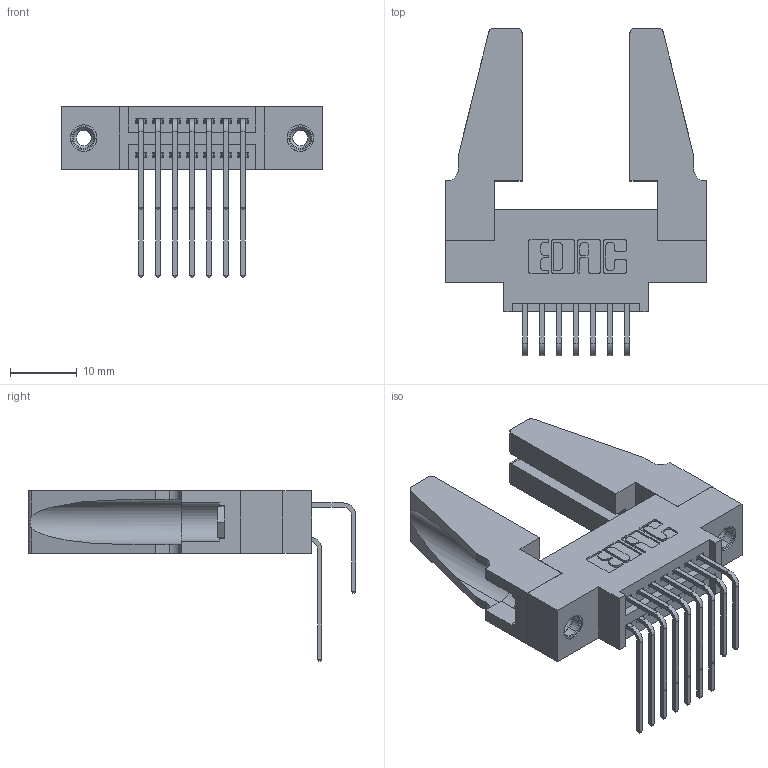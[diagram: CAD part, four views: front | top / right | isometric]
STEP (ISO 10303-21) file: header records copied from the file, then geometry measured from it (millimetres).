
FILE_DESCRIPTION (( 'STEP AP203' ), '1' );
FILE_NAME ('345-014-558-888.STEP', '2019-10-26T19:21:13', ( '' ), ( '' ), 'SwSTEP 2.0', 'SolidWorks 2016', '' );
FILE_SCHEMA (( 'CONFIG_CONTROL_DESIGN' ));
Length unit declared in the file: inch
Products named in the file (6): 345-292-001_558 Tail - 2; 345-250-001_345-250-001-102; 345-014-558-888; 345 Part_0.170 Offset - 0.156 Dia-TH; 345-220-078_345-220-088; 345-292-001_558 559 Tail - 1
Assembly tree (19 placements, depth 2):
  345-014-558-888
    345 Part_0.170 Offset - 0.156 Dia-TH
    345-292-001_558 559 Tail - 1  x7
    345-292-001_558 Tail - 2  x7
    345-250-001_345-250-001-102  x2
    345-220-078_345-220-088  x2
Bounding box: 39.01 x 49.01 x 25.53 mm (x, y, z)
Volume: 6684.8 mm3; surface area: 8041.2 mm2
Topology: 19 solids, 19 shells, 982 faces, 2837 edges, 1862 vertices
Faces by surface type: plane 646, cylinder 320, cone 12, torus 4
Entity records: 14136 total; most frequent: CARTESIAN_POINT 2445, ORIENTED_EDGE 2288, DIRECTION 2176, EDGE_CURVE 1144, VECTOR 902, LINE 902, VERTEX_POINT 754, AXIS2_PLACEMENT_3D 637
